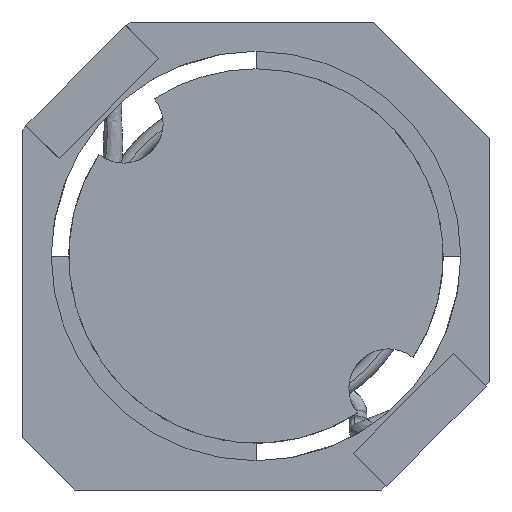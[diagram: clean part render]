
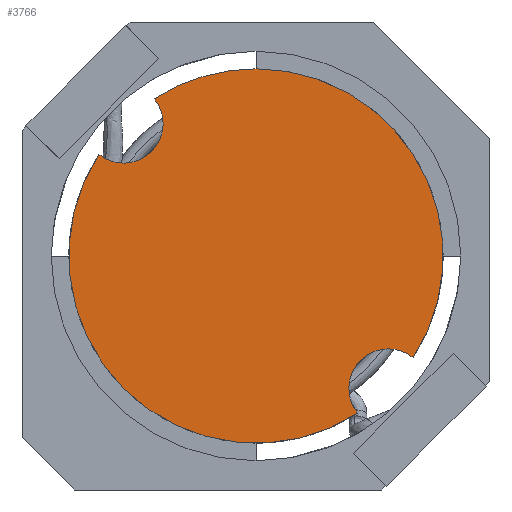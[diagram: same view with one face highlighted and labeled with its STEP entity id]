
A CAD part, front view. The second image highlights one B-rep face of the part: STEP entity #3766.
In plain terms, the highlighted planar face has unit normal (0, -1, 0).
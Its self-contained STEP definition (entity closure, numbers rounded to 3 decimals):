
#194 = VERTEX_POINT ( 'NONE', #1555 ) ;
#413 = DIRECTION ( 'NONE',  ( 0., 0., 1. ) ) ;
#1068 = DIRECTION ( 'NONE',  ( 0., 0., 1. ) ) ;
#1078 = DIRECTION ( 'NONE',  ( 0., 0., 1. ) ) ;
#1418 = CARTESIAN_POINT ( 'NONE',  ( 0., 0., 3.2 ) ) ;
#1494 = ORIENTED_EDGE ( 'NONE', *, *, #1821, .T. ) ;
#1555 = CARTESIAN_POINT ( 'NONE',  ( 2.263, 0., -1.588 ) ) ;
#1592 = CIRCLE ( 'NONE', #7248, 3.2 ) ;
#1821 = EDGE_CURVE ( 'NONE', #194, #10378, #6070, .T. ) ;
#1969 = DIRECTION ( 'NONE',  ( 0., 1., 0. ) ) ;
#2099 = ORIENTED_EDGE ( 'NONE', *, *, #4641, .T. ) ;
#2172 = AXIS2_PLACEMENT_3D ( 'NONE', #11020, #6598, #3705 ) ;
#2578 = CIRCLE ( 'NONE', #6183, 0.675 ) ;
#2696 = CIRCLE ( 'NONE', #11581, 0.675 ) ;
#2993 = DIRECTION ( 'NONE',  ( 0., 0., -1. ) ) ;
#3149 = DIRECTION ( 'NONE',  ( 0., 1., 0. ) ) ;
#3160 = VERTEX_POINT ( 'NONE', #9240 ) ;
#3408 = AXIS2_PLACEMENT_3D ( 'NONE', #10299, #11252, #8587 ) ;
#3705 = DIRECTION ( 'NONE',  ( 0., 0., 1. ) ) ;
#3766 = ADVANCED_FACE ( 'NONE', ( #3880 ), #3869, .T. ) ;
#3828 = DIRECTION ( 'NONE',  ( 0., -1., 0. ) ) ;
#3869 = PLANE ( 'NONE',  #5358 ) ;
#3880 = FACE_OUTER_BOUND ( 'NONE', #8616, .T. ) ;
#3964 = EDGE_CURVE ( 'NONE', #3160, #10764, #2578, .T. ) ;
#3974 = EDGE_CURVE ( 'NONE', #10378, #6525, #4896, .T. ) ;
#4641 = EDGE_CURVE ( 'NONE', #11427, #194, #2696, .T. ) ;
#4855 = ORIENTED_EDGE ( 'NONE', *, *, #8343, .T. ) ;
#4896 = CIRCLE ( 'NONE', #2172, 3.2 ) ;
#5226 = CARTESIAN_POINT ( 'NONE',  ( 1.738, 0., -2.687 ) ) ;
#5358 = AXIS2_PLACEMENT_3D ( 'NONE', #8310, #3828, #2993 ) ;
#5818 = CARTESIAN_POINT ( 'NONE',  ( 2.263, 0., -2.263 ) ) ;
#5873 = ORIENTED_EDGE ( 'NONE', *, *, #10860, .T. ) ;
#5908 = CARTESIAN_POINT ( 'NONE',  ( 0., 0., 0. ) ) ;
#6070 = CIRCLE ( 'NONE', #8875, 0.675 ) ;
#6183 = AXIS2_PLACEMENT_3D ( 'NONE', #7361, #9188, #1078 ) ;
#6289 = CARTESIAN_POINT ( 'NONE',  ( 2.687, 0., -1.738 ) ) ;
#6525 = VERTEX_POINT ( 'NONE', #1418 ) ;
#6598 = DIRECTION ( 'NONE',  ( 0., -1., 0. ) ) ;
#6632 = DIRECTION ( 'NONE',  ( 0., -1., 0. ) ) ;
#7248 = AXIS2_PLACEMENT_3D ( 'NONE', #5908, #6632, #8583 ) ;
#7361 = CARTESIAN_POINT ( 'NONE',  ( -2.263, 0., 2.263 ) ) ;
#8310 = CARTESIAN_POINT ( 'NONE',  ( 0., 0., 0. ) ) ;
#8343 = EDGE_CURVE ( 'NONE', #10764, #11427, #1592, .T. ) ;
#8347 = CARTESIAN_POINT ( 'NONE',  ( 2.263, 0., -2.263 ) ) ;
#8583 = DIRECTION ( 'NONE',  ( 0., 0., 1. ) ) ;
#8587 = DIRECTION ( 'NONE',  ( 0., 0., 1. ) ) ;
#8616 = EDGE_LOOP ( 'NONE', ( #8996, #5873, #11229, #4855, #2099, #1494 ) ) ;
#8875 = AXIS2_PLACEMENT_3D ( 'NONE', #5818, #3149, #413 ) ;
#8996 = ORIENTED_EDGE ( 'NONE', *, *, #3974, .T. ) ;
#9188 = DIRECTION ( 'NONE',  ( 0., 1., 0. ) ) ;
#9240 = CARTESIAN_POINT ( 'NONE',  ( -1.738, 0., 2.687 ) ) ;
#10102 = CARTESIAN_POINT ( 'NONE',  ( -2.687, 0., 1.738 ) ) ;
#10228 = CIRCLE ( 'NONE', #3408, 3.2 ) ;
#10299 = CARTESIAN_POINT ( 'NONE',  ( 0., 0., 0. ) ) ;
#10378 = VERTEX_POINT ( 'NONE', #6289 ) ;
#10764 = VERTEX_POINT ( 'NONE', #10102 ) ;
#10860 = EDGE_CURVE ( 'NONE', #6525, #3160, #10228, .T. ) ;
#11020 = CARTESIAN_POINT ( 'NONE',  ( 0., 0., 0. ) ) ;
#11229 = ORIENTED_EDGE ( 'NONE', *, *, #3964, .T. ) ;
#11252 = DIRECTION ( 'NONE',  ( 0., -1., 0. ) ) ;
#11427 = VERTEX_POINT ( 'NONE', #5226 ) ;
#11581 = AXIS2_PLACEMENT_3D ( 'NONE', #8347, #1969, #1068 ) ;
